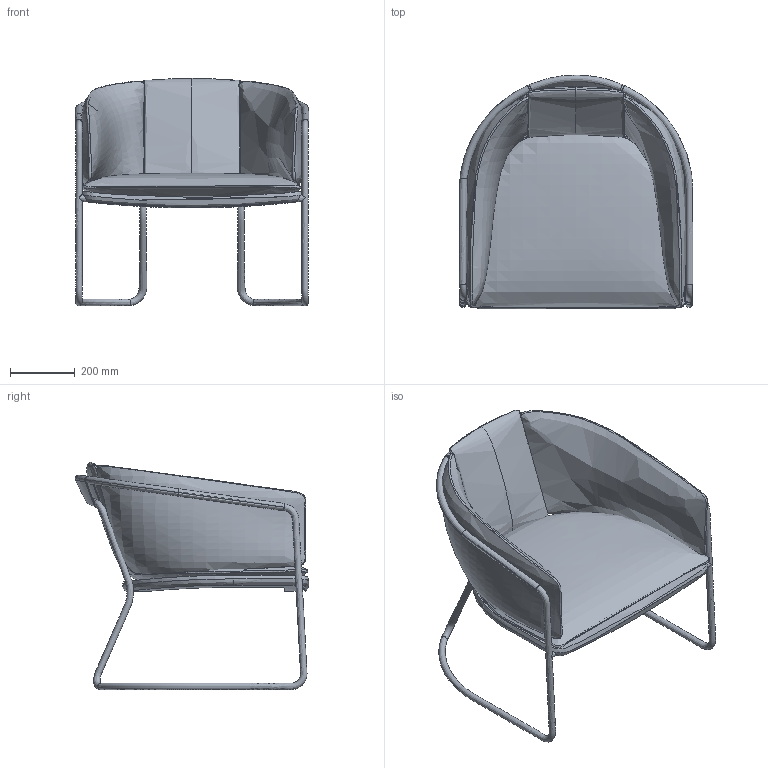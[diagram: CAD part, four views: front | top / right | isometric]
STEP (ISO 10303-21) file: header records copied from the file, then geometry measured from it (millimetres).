
FILE_DESCRIPTION(/* description */ (''),/* implementation_level */ '2;1');
FILE_NAME(/* name */ 'Geometric_CB-454_3D',/* time_stamp */ '2023-10-06T12:38:43+02:00',/* author */ (''),/* organization */ (''),/* preprocessor_version */ 'ST-DEVELOPER v16.5',/* originating_system */ 'Rhino 7.31',/* authorisation */ '');
FILE_SCHEMA (('AUTOMOTIVE_DESIGN'));
Length unit declared in the file: centimetre
Products named in the file (2): Document; Geometric_CB-454
Assembly tree (1 placements, depth 2):
  Document
    Geometric_CB-454
Bounding box: 723.89 x 723.88 x 704.12 mm (x, y, z)
Volume: 47074208.4 mm3; surface area: 2843900.4 mm2
Topology: 7 solids, 9 shells, 92 faces, 211 edges, 126 vertices
Faces by surface type: bspline 72, cylinder 13, plane 7
Full cylindrical faces by diameter (mm): 8 x1
Entity records: 70641 total; most frequent: CARTESIAN_POINT 69198, ORIENTED_EDGE 414, EDGE_CURVE 211, B_SPLINE_CURVE_WITH_KNOTS 155, VERTEX_POINT 126, EDGE_LOOP 101, ADVANCED_FACE 92, FACE_OUTER_BOUND 92
